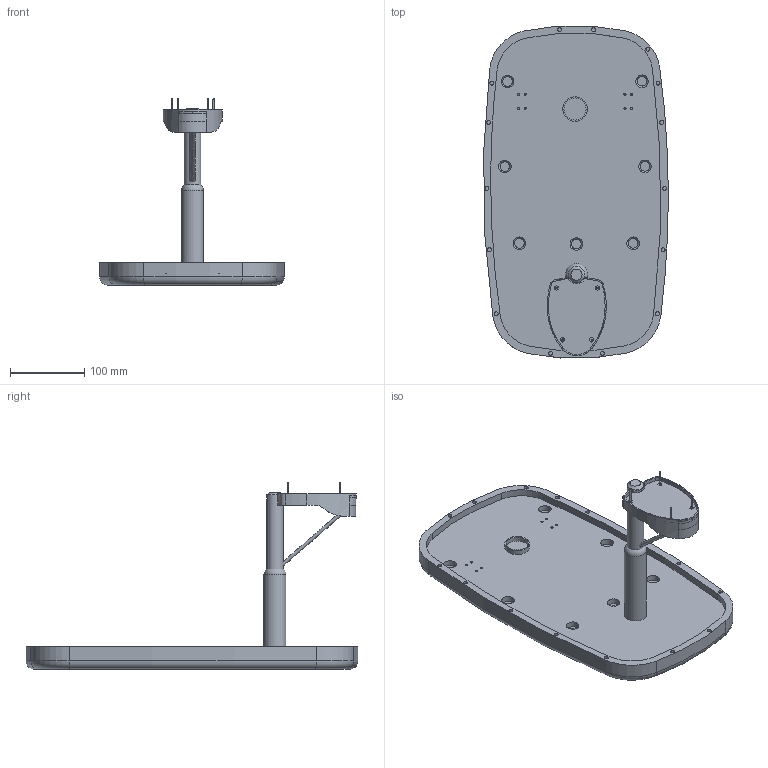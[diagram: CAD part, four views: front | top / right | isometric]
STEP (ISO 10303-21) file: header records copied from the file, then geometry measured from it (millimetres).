
FILE_DESCRIPTION(('HOOPS Exchange Step'),'2;1');
FILE_NAME('temp_export','2022-08-23T18:22:30+02:00',('asadu'),('Shapr3D Limited'),'HOOPS Exchange 2022.0','Shapr3D','Authorized');
FILE_SCHEMA( ('AP242_MANAGED_MODEL_BASED_3D_ENGINEERING_MIM_LF {1 0 10303 442 1 1 4 }') );
Length unit declared in the file: millimetre
Products named in the file (6): Pins; Unified bodies; Lidar Stand; LiDAR platform; Chassis Base; root
Assembly tree (5 placements, depth 3):
  root
    LiDAR platform
      Pins
      Unified bodies
      Lidar Stand
    Chassis Base
Bounding box: 249.5 x 448.51 x 251.4 mm (x, y, z)
Volume: 2360925.3 mm3; surface area: 317555.9 mm2
Topology: 10 solids, 10 shells, 258 faces, 551 edges, 351 vertices
Faces by surface type: plane 114, cylinder 83, torus 23, bspline 22, cone 16
Full cylindrical faces by diameter (mm): 1.8 x8, 2.9 x8, 5.4 x15, 17 x7, 20 x1, 22.5 x1, 30 x2, 33 x1
Entity records: 9344 total; most frequent: CARTESIAN_POINT 3491, DIRECTION 1248, ORIENTED_EDGE 1102, EDGE_CURVE 551, AXIS2_PLACEMENT_3D 495, VERTEX_POINT 351, EDGE_LOOP 300, FACE_BOUND 300
